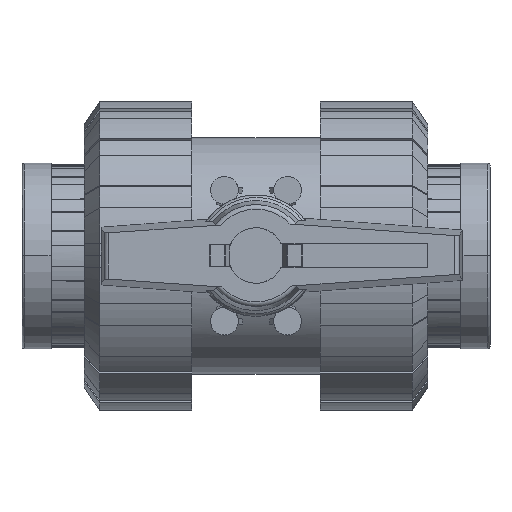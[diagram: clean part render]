
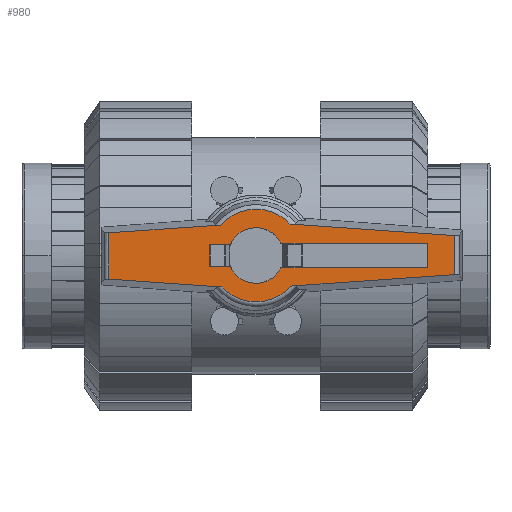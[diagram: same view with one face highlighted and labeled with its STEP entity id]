
A CAD part, top view. The second image highlights one B-rep face of the part: STEP entity #980.
In plain terms, the highlighted planar face has unit normal (0, 0, 1).
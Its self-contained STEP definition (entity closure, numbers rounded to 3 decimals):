
#980=ADVANCED_FACE('',(#2359,#2360),#2361,.T.);
#2359=FACE_BOUND('',#4215,.T.);
#2360=FACE_OUTER_BOUND('',#4216,.T.);
#2361=PLANE('',#4217);
#4215=EDGE_LOOP('',(#6756,#6757,#6758,#6759,#6760,#6761,#6762,#6763));
#4216=EDGE_LOOP('',(#6764,#6765,#6766,#6767,#6768,#6769,#6770,#6771));
#4217=AXIS2_PLACEMENT_3D('',#6772,#6773,#6774);
#6756=ORIENTED_EDGE('',*,*,#11711,.T.);
#6757=ORIENTED_EDGE('',*,*,#11782,.T.);
#6758=ORIENTED_EDGE('',*,*,#11889,.T.);
#6759=ORIENTED_EDGE('',*,*,#11897,.T.);
#6760=ORIENTED_EDGE('',*,*,#11693,.T.);
#6761=ORIENTED_EDGE('',*,*,#11633,.T.);
#6762=ORIENTED_EDGE('',*,*,#11624,.T.);
#6763=ORIENTED_EDGE('',*,*,#11702,.T.);
#6764=ORIENTED_EDGE('',*,*,#11846,.T.);
#6765=ORIENTED_EDGE('',*,*,#12001,.T.);
#6766=ORIENTED_EDGE('',*,*,#11943,.T.);
#6767=ORIENTED_EDGE('',*,*,#11950,.F.);
#6768=ORIENTED_EDGE('',*,*,#11878,.T.);
#6769=ORIENTED_EDGE('',*,*,#11981,.T.);
#6770=ORIENTED_EDGE('',*,*,#11924,.T.);
#6771=ORIENTED_EDGE('',*,*,#11931,.T.);
#6772=CARTESIAN_POINT('',(9.557,0.0,177.0));
#6773=DIRECTION('',(0.0,0.0,1.0));
#6774=DIRECTION('',(1.0,0.0,0.0));
#11624=EDGE_CURVE('',#13980,#13981,#13982,.T.);
#11633=EDGE_CURVE('',#13995,#13980,#13996,.T.);
#11693=EDGE_CURVE('',#14092,#13995,#14093,.T.);
#11702=EDGE_CURVE('',#13981,#14106,#14107,.T.);
#11711=EDGE_CURVE('',#14106,#14117,#14118,.T.);
#11782=EDGE_CURVE('',#14117,#14209,#14211,.T.);
#11846=EDGE_CURVE('',#14319,#14317,#14320,.T.);
#11878=EDGE_CURVE('',#14374,#14372,#14375,.T.);
#11889=EDGE_CURVE('',#14209,#14392,#14393,.T.);
#11897=EDGE_CURVE('',#14392,#14092,#14402,.T.);
#11924=EDGE_CURVE('',#14439,#14437,#14440,.T.);
#11931=EDGE_CURVE('',#14437,#14319,#14450,.T.);
#11943=EDGE_CURVE('',#14467,#14465,#14468,.T.);
#11950=EDGE_CURVE('',#14374,#14465,#14478,.T.);
#11981=EDGE_CURVE('',#14372,#14439,#14515,.T.);
#12001=EDGE_CURVE('',#14317,#14467,#14535,.T.);
#13980=VERTEX_POINT('',#17461);
#13981=VERTEX_POINT('',#17462);
#13982=LINE('',#17463,#17464);
#13995=VERTEX_POINT('',#17483);
#13996=LINE('',#17484,#17485);
#14092=VERTEX_POINT('',#17614);
#14093=CIRCLE('',#17615,11.429);
#14106=VERTEX_POINT('',#17630);
#14107=LINE('',#17631,#17632);
#14117=VERTEX_POINT('',#17647);
#14118=CIRCLE('',#17648,11.429);
#14209=VERTEX_POINT('',#17772);
#14211=LINE('',#17775,#17776);
#14317=VERTEX_POINT('',#18081);
#14319=VERTEX_POINT('',#18108);
#14320=LINE('',#18109,#18110);
#14372=VERTEX_POINT('',#18276);
#14374=VERTEX_POINT('',#18303);
#14375=LINE('',#18304,#18305);
#14392=VERTEX_POINT('',#18327);
#14393=LINE('',#18328,#18329);
#14402=LINE('',#18341,#18342);
#14437=VERTEX_POINT('',#18387);
#14439=VERTEX_POINT('',#18389);
#14440=LINE('',#18390,#18391);
#14450=LINE('',#18463,#18464);
#14465=VERTEX_POINT('',#18483);
#14467=VERTEX_POINT('',#18485);
#14468=LINE('',#18486,#18487);
#14478=LINE('',#18559,#18560);
#14515=CIRCLE('',#18669,19.113);
#14535=CIRCLE('',#18689,19.113);
#17461=CARTESIAN_POINT('',(70.833,5.0,177.0));
#17462=CARTESIAN_POINT('',(70.833,-5.0,177.0));
#17463=CARTESIAN_POINT('',(70.833,0.0,177.0));
#17464=VECTOR('',#24351,1.0);
#17483=CARTESIAN_POINT('',(10.277,5.0,177.0));
#17484=CARTESIAN_POINT('',(22.487,5.0,177.0));
#17485=VECTOR('',#24358,1.0);
#17614=CARTESIAN_POINT('',(-10.505,4.5,177.0));
#17615=AXIS2_PLACEMENT_3D('',#24446,#24447,#24448);
#17630=CARTESIAN_POINT('',(10.277,-5.0,177.0));
#17631=CARTESIAN_POINT('',(22.487,-5.0,177.0));
#17632=VECTOR('',#24463,1.0);
#17647=CARTESIAN_POINT('',(-10.505,-4.5,177.0));
#17648=AXIS2_PLACEMENT_3D('',#24469,#24470,#24471);
#17772=CARTESIAN_POINT('',(-19.333,-4.5,177.0));
#17775=CARTESIAN_POINT('',(-2.829,-4.5,177.0));
#17776=VECTOR('',#24539,1.0);
#18081=CARTESIAN_POINT('',(-14.032,-12.977,177.0));
#18108=CARTESIAN_POINT('',(-60.662,-9.716,177.0));
#18109=CARTESIAN_POINT('',(-4.413,-13.65,177.0));
#18110=VECTOR('',#24593,1.0);
#18276=CARTESIAN_POINT('',(14.032,12.977,177.0));
#18303=CARTESIAN_POINT('',(81.912,8.23,177.0));
#18304=CARTESIAN_POINT('',(43.917,10.887,177.0));
#18305=VECTOR('',#24621,1.0);
#18327=CARTESIAN_POINT('',(-19.333,4.5,177.0));
#18328=CARTESIAN_POINT('',(-19.333,6.75,177.0));
#18329=VECTOR('',#24636,1.0);
#18341=CARTESIAN_POINT('',(-2.829,4.5,177.0));
#18342=VECTOR('',#24643,1.0);
#18387=CARTESIAN_POINT('',(-60.662,9.362,177.0));
#18389=CARTESIAN_POINT('',(-14.373,12.599,177.0));
#18390=CARTESIAN_POINT('',(-3.135,13.384,177.0));
#18391=VECTOR('',#24675,1.0);
#18463=CARTESIAN_POINT('',(-60.662,18.0,177.0));
#18464=VECTOR('',#24677,1.0);
#18483=CARTESIAN_POINT('',(81.912,-7.876,177.0));
#18485=CARTESIAN_POINT('',(14.373,-12.599,177.0));
#18486=CARTESIAN_POINT('',(45.145,-10.447,177.0));
#18487=VECTOR('',#24691,1.0);
#18559=CARTESIAN_POINT('',(81.912,18.0,177.0));
#18560=VECTOR('',#24693,1.0);
#18669=AXIS2_PLACEMENT_3D('',#24728,#24729,#24730);
#18689=AXIS2_PLACEMENT_3D('',#24755,#24756,#24757);
#24351=DIRECTION('',(0.0,-1.0,0.0));
#24358=DIRECTION('',(1.0,0.0,-0.0));
#24446=CARTESIAN_POINT('',(0.0,0.0,177.0));
#24447=DIRECTION('',(0.0,0.0,-1.0));
#24448=DIRECTION('',(1.0,0.0,0.0));
#24463=DIRECTION('',(-1.0,0.0,0.0));
#24469=CARTESIAN_POINT('',(0.0,0.0,177.0));
#24470=DIRECTION('',(0.0,0.0,-1.0));
#24471=DIRECTION('',(1.0,0.0,0.0));
#24539=DIRECTION('',(-1.0,0.0,0.0));
#24593=DIRECTION('',(0.998,-0.07,0.0));
#24621=DIRECTION('',(-0.998,0.07,0.0));
#24636=DIRECTION('',(0.0,1.0,-0.0));
#24643=DIRECTION('',(1.0,0.0,0.0));
#24675=DIRECTION('',(-0.998,-0.07,0.0));
#24677=DIRECTION('',(0.0,-1.0,0.0));
#24691=DIRECTION('',(0.998,0.07,-0.0));
#24693=DIRECTION('',(0.0,-1.0,0.0));
#24728=CARTESIAN_POINT('',(0.0,0.0,177.0));
#24729=DIRECTION('',(0.0,0.0,1.0));
#24730=DIRECTION('',(1.0,0.0,0.0));
#24755=CARTESIAN_POINT('',(0.0,0.0,177.0));
#24756=DIRECTION('',(0.0,0.0,1.0));
#24757=DIRECTION('',(1.0,0.0,0.0));
